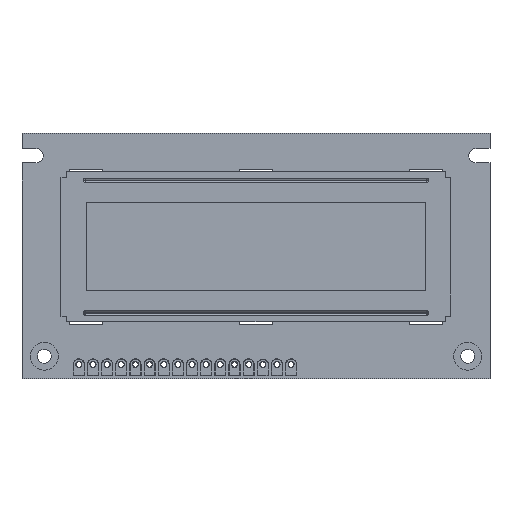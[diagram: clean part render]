
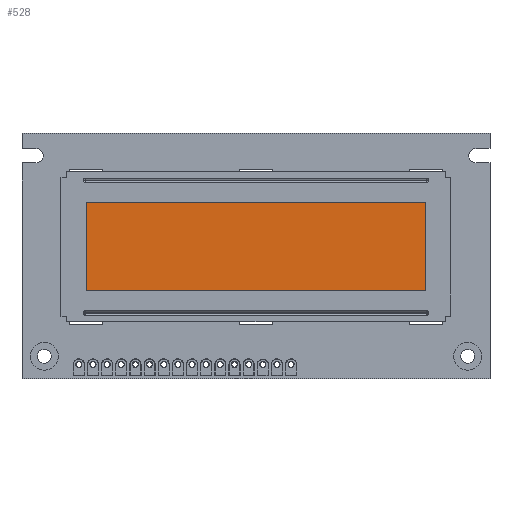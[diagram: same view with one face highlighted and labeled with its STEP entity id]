
A CAD part, top view. The second image highlights one B-rep face of the part: STEP entity #528.
In plain terms, the highlighted planar face has unit normal (0, 0, 1).
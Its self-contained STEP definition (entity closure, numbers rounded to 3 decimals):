
#214 = VERTEX_POINT('',#215);
#215 = CARTESIAN_POINT('',(-32.066,12.032,9.9));
#222 = PLANE('',#223);
#223 = AXIS2_PLACEMENT_3D('',#224,#225,#226);
#224 = CARTESIAN_POINT('',(-32.066,12.032,9.65));
#225 = DIRECTION('',(0.,1.,0.));
#226 = DIRECTION('',(1.,0.,0.));
#234 = PLANE('',#235);
#235 = AXIS2_PLACEMENT_3D('',#236,#237,#238);
#236 = CARTESIAN_POINT('',(-32.066,-8.591,9.65));
#237 = DIRECTION('',(-1.,0.,0.));
#238 = DIRECTION('',(0.,1.,0.));
#246 = EDGE_CURVE('',#214,#247,#249,.T.);
#247 = VERTEX_POINT('',#248);
#248 = CARTESIAN_POINT('',(31.918,12.032,9.9));
#249 = SURFACE_CURVE('',#250,(#254,#261),.PCURVE_S1.);
#250 = LINE('',#251,#252);
#251 = CARTESIAN_POINT('',(-32.066,12.032,9.9));
#252 = VECTOR('',#253,1.);
#253 = DIRECTION('',(1.,0.,0.));
#254 = PCURVE('',#222,#255);
#255 = DEFINITIONAL_REPRESENTATION('',(#256),#260);
#256 = LINE('',#257,#258);
#257 = CARTESIAN_POINT('',(0.,-0.25));
#258 = VECTOR('',#259,1.);
#259 = DIRECTION('',(1.,0.));
#260 = ( GEOMETRIC_REPRESENTATION_CONTEXT(2) 
PARAMETRIC_REPRESENTATION_CONTEXT() REPRESENTATION_CONTEXT('2D SPACE',''
  ) );
#261 = PCURVE('',#262,#267);
#262 = PLANE('',#263);
#263 = AXIS2_PLACEMENT_3D('',#264,#265,#266);
#264 = CARTESIAN_POINT('',(-0.074,1.721,9.9));
#265 = DIRECTION('',(-0.,0.,-1.));
#266 = DIRECTION('',(0.,-1.,0.));
#267 = DEFINITIONAL_REPRESENTATION('',(#268),#272);
#268 = LINE('',#269,#270);
#269 = CARTESIAN_POINT('',(-10.311,31.992));
#270 = VECTOR('',#271,1.);
#271 = DIRECTION('',(0.,-1.));
#272 = ( GEOMETRIC_REPRESENTATION_CONTEXT(2) 
PARAMETRIC_REPRESENTATION_CONTEXT() REPRESENTATION_CONTEXT('2D SPACE',''
  ) );
#290 = PLANE('',#291);
#291 = AXIS2_PLACEMENT_3D('',#292,#293,#294);
#292 = CARTESIAN_POINT('',(31.918,12.032,9.65));
#293 = DIRECTION('',(1.,0.,0.));
#294 = DIRECTION('',(0.,-1.,0.));
#332 = EDGE_CURVE('',#247,#333,#335,.T.);
#333 = VERTEX_POINT('',#334);
#334 = CARTESIAN_POINT('',(31.918,-8.591,9.9));
#335 = SURFACE_CURVE('',#336,(#340,#347),.PCURVE_S1.);
#336 = LINE('',#337,#338);
#337 = CARTESIAN_POINT('',(31.918,12.032,9.9));
#338 = VECTOR('',#339,1.);
#339 = DIRECTION('',(0.,-1.,0.));
#340 = PCURVE('',#290,#341);
#341 = DEFINITIONAL_REPRESENTATION('',(#342),#346);
#342 = LINE('',#343,#344);
#343 = CARTESIAN_POINT('',(0.,-0.25));
#344 = VECTOR('',#345,1.);
#345 = DIRECTION('',(1.,0.));
#346 = ( GEOMETRIC_REPRESENTATION_CONTEXT(2) 
PARAMETRIC_REPRESENTATION_CONTEXT() REPRESENTATION_CONTEXT('2D SPACE',''
  ) );
#347 = PCURVE('',#262,#348);
#348 = DEFINITIONAL_REPRESENTATION('',(#349),#353);
#349 = LINE('',#350,#351);
#350 = CARTESIAN_POINT('',(-10.311,-31.992));
#351 = VECTOR('',#352,1.);
#352 = DIRECTION('',(1.,0.));
#353 = ( GEOMETRIC_REPRESENTATION_CONTEXT(2) 
PARAMETRIC_REPRESENTATION_CONTEXT() REPRESENTATION_CONTEXT('2D SPACE',''
  ) );
#371 = PLANE('',#372);
#372 = AXIS2_PLACEMENT_3D('',#373,#374,#375);
#373 = CARTESIAN_POINT('',(31.918,-8.591,9.65));
#374 = DIRECTION('',(0.,-1.,0.));
#375 = DIRECTION('',(-1.,0.,0.));
#408 = EDGE_CURVE('',#333,#409,#411,.T.);
#409 = VERTEX_POINT('',#410);
#410 = CARTESIAN_POINT('',(-32.066,-8.591,9.9));
#411 = SURFACE_CURVE('',#412,(#416,#423),.PCURVE_S1.);
#412 = LINE('',#413,#414);
#413 = CARTESIAN_POINT('',(31.918,-8.591,9.9));
#414 = VECTOR('',#415,1.);
#415 = DIRECTION('',(-1.,0.,0.));
#416 = PCURVE('',#371,#417);
#417 = DEFINITIONAL_REPRESENTATION('',(#418),#422);
#418 = LINE('',#419,#420);
#419 = CARTESIAN_POINT('',(0.,-0.25));
#420 = VECTOR('',#421,1.);
#421 = DIRECTION('',(1.,0.));
#422 = ( GEOMETRIC_REPRESENTATION_CONTEXT(2) 
PARAMETRIC_REPRESENTATION_CONTEXT() REPRESENTATION_CONTEXT('2D SPACE',''
  ) );
#423 = PCURVE('',#262,#424);
#424 = DEFINITIONAL_REPRESENTATION('',(#425),#429);
#425 = LINE('',#426,#427);
#426 = CARTESIAN_POINT('',(10.311,-31.992));
#427 = VECTOR('',#428,1.);
#428 = DIRECTION('',(0.,1.));
#429 = ( GEOMETRIC_REPRESENTATION_CONTEXT(2) 
PARAMETRIC_REPRESENTATION_CONTEXT() REPRESENTATION_CONTEXT('2D SPACE',''
  ) );
#479 = EDGE_CURVE('',#409,#214,#480,.T.);
#480 = SURFACE_CURVE('',#481,(#485,#492),.PCURVE_S1.);
#481 = LINE('',#482,#483);
#482 = CARTESIAN_POINT('',(-32.066,-8.591,9.9));
#483 = VECTOR('',#484,1.);
#484 = DIRECTION('',(0.,1.,0.));
#485 = PCURVE('',#234,#486);
#486 = DEFINITIONAL_REPRESENTATION('',(#487),#491);
#487 = LINE('',#488,#489);
#488 = CARTESIAN_POINT('',(0.,-0.25));
#489 = VECTOR('',#490,1.);
#490 = DIRECTION('',(1.,0.));
#491 = ( GEOMETRIC_REPRESENTATION_CONTEXT(2) 
PARAMETRIC_REPRESENTATION_CONTEXT() REPRESENTATION_CONTEXT('2D SPACE',''
  ) );
#492 = PCURVE('',#262,#493);
#493 = DEFINITIONAL_REPRESENTATION('',(#494),#498);
#494 = LINE('',#495,#496);
#495 = CARTESIAN_POINT('',(10.311,31.992));
#496 = VECTOR('',#497,1.);
#497 = DIRECTION('',(-1.,0.));
#498 = ( GEOMETRIC_REPRESENTATION_CONTEXT(2) 
PARAMETRIC_REPRESENTATION_CONTEXT() REPRESENTATION_CONTEXT('2D SPACE',''
  ) );
#528 = ADVANCED_FACE('',(#529),#262,.F.);
#529 = FACE_BOUND('',#530,.F.);
#530 = EDGE_LOOP('',(#531,#532,#533,#534));
#531 = ORIENTED_EDGE('',*,*,#246,.T.);
#532 = ORIENTED_EDGE('',*,*,#332,.T.);
#533 = ORIENTED_EDGE('',*,*,#408,.T.);
#534 = ORIENTED_EDGE('',*,*,#479,.T.);
